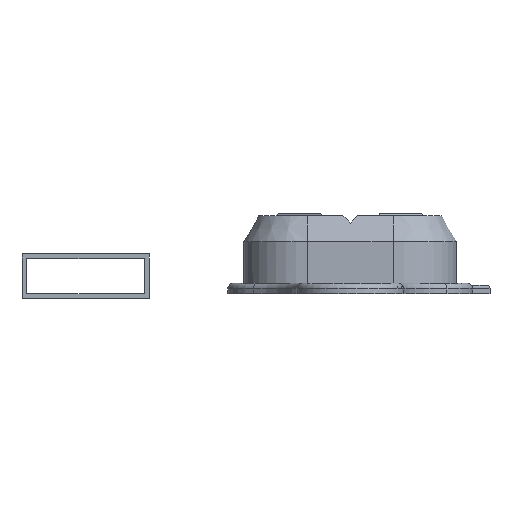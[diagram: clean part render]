
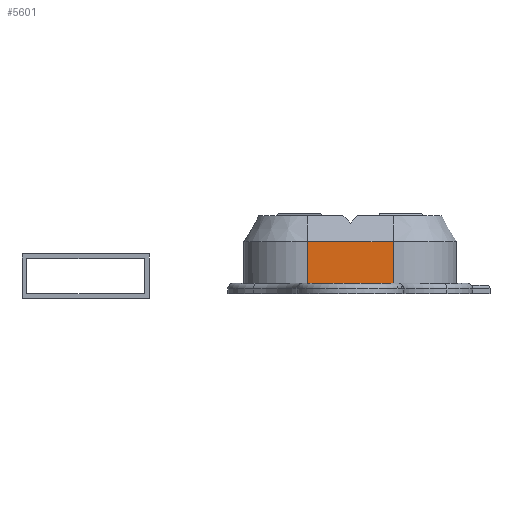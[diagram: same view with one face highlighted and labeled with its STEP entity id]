
A CAD part, front view. The second image highlights one B-rep face of the part: STEP entity #5601.
In plain terms, the highlighted planar face has unit normal (0, -1, 0).
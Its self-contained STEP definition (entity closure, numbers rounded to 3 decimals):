
#408=FACE_OUTER_BOUND('',#716,.T.);
#716=EDGE_LOOP('',(#4940,#4941,#4942,#4943));
#1311=LINE('',#8863,#1944);
#1368=LINE('',#9135,#2001);
#1472=LINE('',#9347,#2105);
#1476=LINE('',#9355,#2109);
#1944=VECTOR('',#7134,10.);
#2001=VECTOR('',#7275,10.);
#2105=VECTOR('',#7447,10.);
#2109=VECTOR('',#7455,10.);
#2529=VERTEX_POINT('',#8861);
#2530=VERTEX_POINT('',#8862);
#2576=VERTEX_POINT('',#9133);
#2650=VERTEX_POINT('',#9346);
#3238=EDGE_CURVE('',#2529,#2530,#1311,.T.);
#3314=EDGE_CURVE('',#2576,#2530,#1368,.T.);
#3419=EDGE_CURVE('',#2529,#2650,#1472,.T.);
#3424=EDGE_CURVE('',#2650,#2576,#1476,.T.);
#4940=ORIENTED_EDGE('',*,*,#3419,.F.);
#4941=ORIENTED_EDGE('',*,*,#3238,.T.);
#4942=ORIENTED_EDGE('',*,*,#3314,.F.);
#4943=ORIENTED_EDGE('',*,*,#3424,.F.);
#5323=PLANE('',#6066);
#5601=ADVANCED_FACE('',(#408),#5323,.T.);
#6066=AXIS2_PLACEMENT_3D('',#9422,#7488,#7489);
#7134=DIRECTION('',(0.,0.,1.));
#7275=DIRECTION('',(1.,0.,0.));
#7447=DIRECTION('',(-1.,0.,0.));
#7455=DIRECTION('',(0.,0.,1.));
#7488=DIRECTION('center_axis',(0.,-1.,0.));
#7489=DIRECTION('ref_axis',(1.,0.,0.));
#8861=CARTESIAN_POINT('',(7.3,-8.239,0.));
#8862=CARTESIAN_POINT('',(7.3,-8.239,8.4));
#8863=CARTESIAN_POINT('',(7.3,-8.239,0.));
#9133=CARTESIAN_POINT('',(-7.3,-8.239,8.4));
#9135=CARTESIAN_POINT('',(3.493,-8.239,8.4));
#9346=CARTESIAN_POINT('',(-7.3,-8.239,0.));
#9347=CARTESIAN_POINT('',(3.493,-8.239,0.));
#9355=CARTESIAN_POINT('',(-7.3,-8.239,0.));
#9422=CARTESIAN_POINT('Origin',(-7.3,-8.239,0.));
